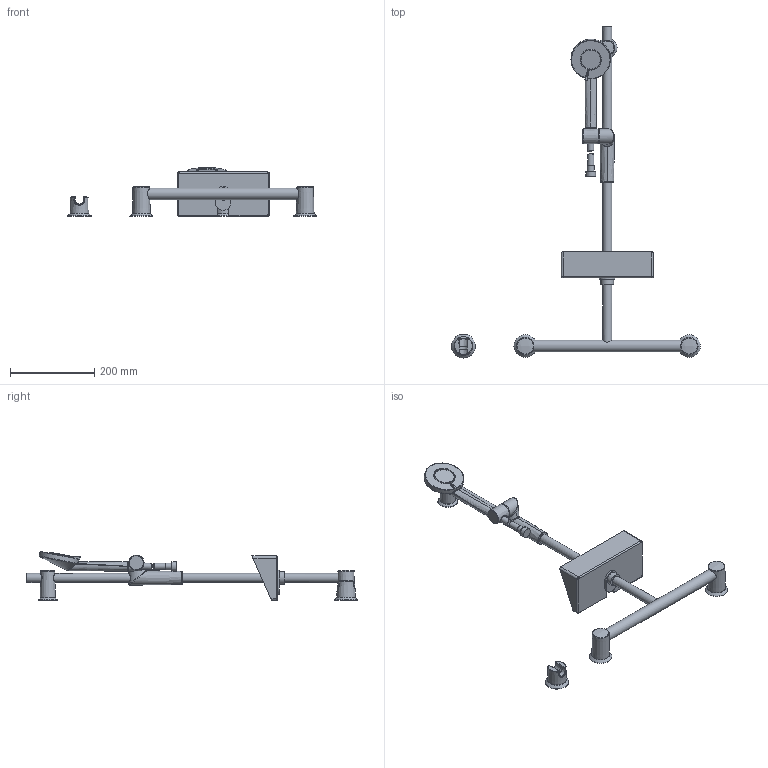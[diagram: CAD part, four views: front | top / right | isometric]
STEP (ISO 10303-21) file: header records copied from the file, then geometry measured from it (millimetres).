
FILE_DESCRIPTION (( 'STEP AP203' ), '1' );
FILE_NAME ('2792(2016)+65360320.STEP', '2017-03-09T05:48:37', ( '' ), ( '' ), 'SwSTEP 2.0', 'SolidWorks 2016', '' );
FILE_SCHEMA (( 'CONFIG_CONTROL_DESIGN' ));
Length unit declared in the file: millimetre
Products named in the file (1): 2792(2016)+65360320
Bounding box: 592.71 x 790.17 x 116.45 mm (x, y, z)
Volume: 1207812.5 mm3; surface area: 305891.5 mm2
Topology: 4 solids, 8 shells, 243 faces, 542 edges, 334 vertices
Faces by surface type: bspline 80, plane 55, cylinder 45, torus 37, cone 17, sphere 9
Full cylindrical faces by diameter (mm): 15 x2, 16.1 x1, 18.241 x1, 20.9 x4, 21.9 x4, 22.6 x1, 22.95 x1, 28 x1, 29.973 x1, 30 x2, 36.02 x1, 46.246 x1
Entity records: 19163 total; most frequent: CARTESIAN_POINT 14723, ORIENTED_EDGE 900, DIRECTION 749, EDGE_CURVE 450, AXIS2_PLACEMENT_3D 327, EDGE_LOOP 323, VERTEX_POINT 303, FACE_OUTER_BOUND 290
